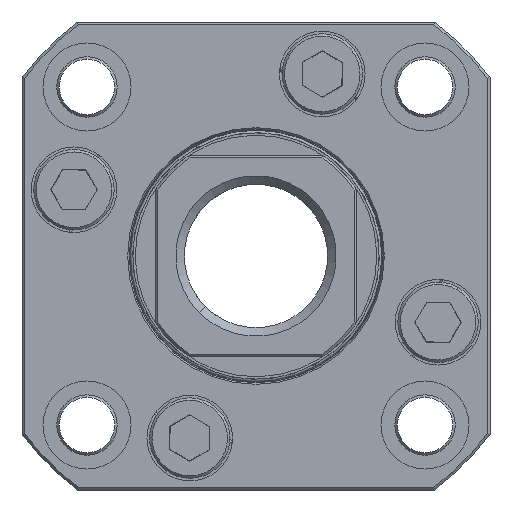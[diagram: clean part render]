
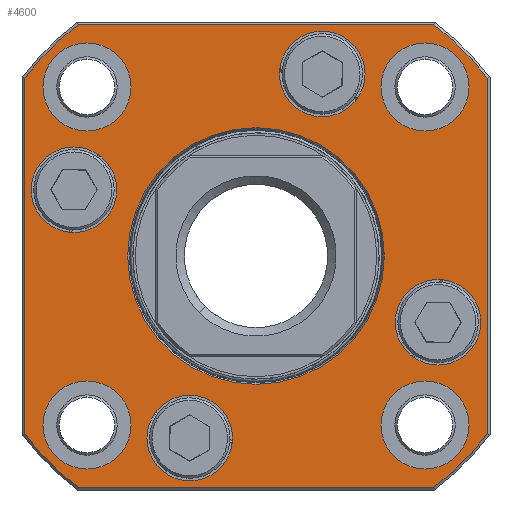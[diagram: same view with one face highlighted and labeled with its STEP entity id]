
A CAD part, left-side view. The second image highlights one B-rep face of the part: STEP entity #4600.
In plain terms, the highlighted planar face has unit normal (-1, 0, 0).
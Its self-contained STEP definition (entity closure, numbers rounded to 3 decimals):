
#3707=CARTESIAN_POINT('',(-15.,36.178,4.668));
#3708=VERTEX_POINT('',#3707);
#3715=CARTESIAN_POINT('',(-15.,36.178,21.668));
#3716=VERTEX_POINT('',#3715);
#3717=CARTESIAN_POINT('',(-15.,36.178,13.168));
#3718=DIRECTION('',(-1.,0.,-0.));
#3719=DIRECTION('',(-0.,0.,1.));
#3720=AXIS2_PLACEMENT_3D('',#3717,#3718,#3719);
#3721=CIRCLE('',#3720,8.5);
#3722=EDGE_CURVE('',#3708,#3716,#3721,.T.);
#3749=CARTESIAN_POINT('',(-15.,-36.178,-21.668));
#3750=VERTEX_POINT('',#3749);
#3757=CARTESIAN_POINT('',(-15.,-36.178,-4.668));
#3758=VERTEX_POINT('',#3757);
#3759=CARTESIAN_POINT('',(-15.,-36.178,-13.168));
#3760=DIRECTION('',(-1.,0.,-0.));
#3761=DIRECTION('',(-0.,0.,1.));
#3762=AXIS2_PLACEMENT_3D('',#3759,#3760,#3761);
#3763=CIRCLE('',#3762,8.5);
#3764=EDGE_CURVE('',#3750,#3758,#3763,.T.);
#3791=CARTESIAN_POINT('',(-15.,13.168,-44.678));
#3792=VERTEX_POINT('',#3791);
#3799=CARTESIAN_POINT('',(-15.,13.168,-27.678));
#3800=VERTEX_POINT('',#3799);
#3801=CARTESIAN_POINT('',(-15.,13.168,-36.178));
#3802=DIRECTION('',(-1.,0.,-0.));
#3803=DIRECTION('',(-0.,0.,1.));
#3804=AXIS2_PLACEMENT_3D('',#3801,#3802,#3803);
#3805=CIRCLE('',#3804,8.5);
#3806=EDGE_CURVE('',#3792,#3800,#3805,.T.);
#3833=CARTESIAN_POINT('',(-15.,33.588,24.838));
#3834=VERTEX_POINT('',#3833);
#3841=CARTESIAN_POINT('',(-15.,33.588,42.338));
#3842=VERTEX_POINT('',#3841);
#3843=CARTESIAN_POINT('',(-15.,33.588,33.588));
#3844=DIRECTION('',(-1.,0.,-0.));
#3845=DIRECTION('',(-0.,0.,1.));
#3846=AXIS2_PLACEMENT_3D('',#3843,#3844,#3845);
#3847=CIRCLE('',#3846,8.75);
#3848=EDGE_CURVE('',#3834,#3842,#3847,.T.);
#3875=CARTESIAN_POINT('',(-15.,33.588,-42.338));
#3876=VERTEX_POINT('',#3875);
#3883=CARTESIAN_POINT('',(-15.,33.588,-24.838));
#3884=VERTEX_POINT('',#3883);
#3885=CARTESIAN_POINT('',(-15.,33.588,-33.588));
#3886=DIRECTION('',(-1.,0.,-0.));
#3887=DIRECTION('',(-0.,0.,1.));
#3888=AXIS2_PLACEMENT_3D('',#3885,#3886,#3887);
#3889=CIRCLE('',#3888,8.75);
#3890=EDGE_CURVE('',#3876,#3884,#3889,.T.);
#3917=CARTESIAN_POINT('',(-15.,-33.588,-42.338));
#3918=VERTEX_POINT('',#3917);
#3925=CARTESIAN_POINT('',(-15.,-33.588,-24.838));
#3926=VERTEX_POINT('',#3925);
#3927=CARTESIAN_POINT('',(-15.,-33.588,-33.588));
#3928=DIRECTION('',(-1.,0.,-0.));
#3929=DIRECTION('',(-0.,0.,1.));
#3930=AXIS2_PLACEMENT_3D('',#3927,#3928,#3929);
#3931=CIRCLE('',#3930,8.75);
#3932=EDGE_CURVE('',#3918,#3926,#3931,.T.);
#3959=CARTESIAN_POINT('',(-15.,-33.588,24.838));
#3960=VERTEX_POINT('',#3959);
#3967=CARTESIAN_POINT('',(-15.,-33.588,42.338));
#3968=VERTEX_POINT('',#3967);
#3969=CARTESIAN_POINT('',(-15.,-33.588,33.588));
#3970=DIRECTION('',(-1.,0.,-0.));
#3971=DIRECTION('',(-0.,0.,1.));
#3972=AXIS2_PLACEMENT_3D('',#3969,#3970,#3971);
#3973=CIRCLE('',#3972,8.75);
#3974=EDGE_CURVE('',#3960,#3968,#3973,.T.);
#4001=CARTESIAN_POINT('',(-15.,-13.168,27.678));
#4002=VERTEX_POINT('',#4001);
#4009=CARTESIAN_POINT('',(-15.,-13.168,44.678));
#4010=VERTEX_POINT('',#4009);
#4011=CARTESIAN_POINT('',(-15.,-13.168,36.178));
#4012=DIRECTION('',(-1.,0.,-0.));
#4013=DIRECTION('',(-0.,0.,1.));
#4014=AXIS2_PLACEMENT_3D('',#4011,#4012,#4013);
#4015=CIRCLE('',#4014,8.5);
#4016=EDGE_CURVE('',#4002,#4010,#4015,.T.);
#4043=CARTESIAN_POINT('',(-15.,0.,-25.5));
#4044=VERTEX_POINT('',#4043);
#4051=CARTESIAN_POINT('',(-15.,0.,25.5));
#4052=VERTEX_POINT('',#4051);
#4053=CARTESIAN_POINT('',(-15.,0.,0.));
#4054=DIRECTION('',(-1.,0.,-0.));
#4055=DIRECTION('',(-0.,0.,1.));
#4056=AXIS2_PLACEMENT_3D('',#4053,#4054,#4055);
#4057=CIRCLE('',#4056,25.5);
#4058=EDGE_CURVE('',#4044,#4052,#4057,.T.);
#4287=CARTESIAN_POINT('',(-15.,0.,0.));
#4288=DIRECTION('',(-1.,0.,-0.));
#4289=DIRECTION('',(-0.,0.,1.));
#4290=AXIS2_PLACEMENT_3D('',#4287,#4288,#4289);
#4291=CIRCLE('',#4290,25.5);
#4292=EDGE_CURVE('',#4052,#4044,#4291,.T.);
#4311=CARTESIAN_POINT('',(-15.,-13.168,36.178));
#4312=DIRECTION('',(-1.,0.,-0.));
#4313=DIRECTION('',(-0.,0.,1.));
#4314=AXIS2_PLACEMENT_3D('',#4311,#4312,#4313);
#4315=CIRCLE('',#4314,8.5);
#4316=EDGE_CURVE('',#4010,#4002,#4315,.T.);
#4335=CARTESIAN_POINT('',(-15.,-33.588,33.588));
#4336=DIRECTION('',(-1.,0.,-0.));
#4337=DIRECTION('',(-0.,0.,1.));
#4338=AXIS2_PLACEMENT_3D('',#4335,#4336,#4337);
#4339=CIRCLE('',#4338,8.75);
#4340=EDGE_CURVE('',#3968,#3960,#4339,.T.);
#4359=CARTESIAN_POINT('',(-15.,-33.588,-33.588));
#4360=DIRECTION('',(-1.,0.,-0.));
#4361=DIRECTION('',(-0.,0.,1.));
#4362=AXIS2_PLACEMENT_3D('',#4359,#4360,#4361);
#4363=CIRCLE('',#4362,8.75);
#4364=EDGE_CURVE('',#3926,#3918,#4363,.T.);
#4383=CARTESIAN_POINT('',(-15.,33.588,-33.588));
#4384=DIRECTION('',(-1.,0.,-0.));
#4385=DIRECTION('',(-0.,0.,1.));
#4386=AXIS2_PLACEMENT_3D('',#4383,#4384,#4385);
#4387=CIRCLE('',#4386,8.75);
#4388=EDGE_CURVE('',#3884,#3876,#4387,.T.);
#4407=CARTESIAN_POINT('',(-15.,33.588,33.588));
#4408=DIRECTION('',(-1.,0.,-0.));
#4409=DIRECTION('',(-0.,0.,1.));
#4410=AXIS2_PLACEMENT_3D('',#4407,#4408,#4409);
#4411=CIRCLE('',#4410,8.75);
#4412=EDGE_CURVE('',#3842,#3834,#4411,.T.);
#4431=CARTESIAN_POINT('',(-15.,13.168,-36.178));
#4432=DIRECTION('',(-1.,0.,-0.));
#4433=DIRECTION('',(-0.,0.,1.));
#4434=AXIS2_PLACEMENT_3D('',#4431,#4432,#4433);
#4435=CIRCLE('',#4434,8.5);
#4436=EDGE_CURVE('',#3800,#3792,#4435,.T.);
#4455=CARTESIAN_POINT('',(-15.,-36.178,-13.168));
#4456=DIRECTION('',(-1.,0.,-0.));
#4457=DIRECTION('',(-0.,0.,1.));
#4458=AXIS2_PLACEMENT_3D('',#4455,#4456,#4457);
#4459=CIRCLE('',#4458,8.5);
#4460=EDGE_CURVE('',#3758,#3750,#4459,.T.);
#4479=CARTESIAN_POINT('',(-15.,36.178,13.168));
#4480=DIRECTION('',(-1.,0.,-0.));
#4481=DIRECTION('',(-0.,0.,1.));
#4482=AXIS2_PLACEMENT_3D('',#4479,#4480,#4481);
#4483=CIRCLE('',#4482,8.5);
#4484=EDGE_CURVE('',#3716,#3708,#4483,.T.);
#4489=CARTESIAN_POINT('',(-15.,20.,-0.));
#4490=DIRECTION('',(1.,-0.,0.));
#4491=DIRECTION('',(0.,-0.,-1.));
#4492=AXIS2_PLACEMENT_3D('',#4489,#4490,#4491);
#4493=PLANE('',#4492);
#4494=ORIENTED_EDGE('',*,*,#4484,.F.);
#4495=ORIENTED_EDGE('',*,*,#3722,.F.);
#4496=EDGE_LOOP('',(#4494,#4495));
#4497=FACE_BOUND('',#4496,.T.);
#4498=ORIENTED_EDGE('',*,*,#4460,.F.);
#4499=ORIENTED_EDGE('',*,*,#3764,.F.);
#4500=EDGE_LOOP('',(#4498,#4499));
#4501=FACE_BOUND('',#4500,.T.);
#4502=ORIENTED_EDGE('',*,*,#4436,.F.);
#4503=ORIENTED_EDGE('',*,*,#3806,.F.);
#4504=EDGE_LOOP('',(#4502,#4503));
#4505=FACE_BOUND('',#4504,.T.);
#4506=ORIENTED_EDGE('',*,*,#4412,.F.);
#4507=ORIENTED_EDGE('',*,*,#3848,.F.);
#4508=EDGE_LOOP('',(#4506,#4507));
#4509=FACE_BOUND('',#4508,.T.);
#4510=ORIENTED_EDGE('',*,*,#4388,.F.);
#4511=ORIENTED_EDGE('',*,*,#3890,.F.);
#4512=EDGE_LOOP('',(#4510,#4511));
#4513=FACE_BOUND('',#4512,.T.);
#4514=ORIENTED_EDGE('',*,*,#4364,.F.);
#4515=ORIENTED_EDGE('',*,*,#3932,.F.);
#4516=EDGE_LOOP('',(#4514,#4515));
#4517=FACE_BOUND('',#4516,.T.);
#4518=ORIENTED_EDGE('',*,*,#4340,.F.);
#4519=ORIENTED_EDGE('',*,*,#3974,.F.);
#4520=EDGE_LOOP('',(#4518,#4519));
#4521=FACE_BOUND('',#4520,.T.);
#4522=ORIENTED_EDGE('',*,*,#4316,.F.);
#4523=ORIENTED_EDGE('',*,*,#4016,.F.);
#4524=EDGE_LOOP('',(#4522,#4523));
#4525=FACE_BOUND('',#4524,.T.);
#4526=CARTESIAN_POINT('',(-15.,-46.,-35.327));
#4527=VERTEX_POINT('',#4526);
#4528=CARTESIAN_POINT('',(-15.,-46.,35.327));
#4529=VERTEX_POINT('',#4528);
#4530=CARTESIAN_POINT('',(-15.,-46.,-35.327));
#4531=DIRECTION('',(-0.,0.,1.));
#4532=VECTOR('',#4531,70.654);
#4533=LINE('',#4530,#4532);
#4534=EDGE_CURVE('',#4527,#4529,#4533,.T.);
#4535=ORIENTED_EDGE('',*,*,#4534,.T.);
#4536=CARTESIAN_POINT('',(-15.,-35.327,46.));
#4537=VERTEX_POINT('',#4536);
#4538=CARTESIAN_POINT('',(-15.,0.,0.));
#4539=DIRECTION('',(-1.,0.,-0.));
#4540=DIRECTION('',(0.,-0.,-1.));
#4541=AXIS2_PLACEMENT_3D('',#4538,#4539,#4540);
#4542=CIRCLE('',#4541,58.);
#4543=EDGE_CURVE('',#4529,#4537,#4542,.T.);
#4544=ORIENTED_EDGE('',*,*,#4543,.T.);
#4545=CARTESIAN_POINT('',(-15.,35.327,46.));
#4546=VERTEX_POINT('',#4545);
#4547=CARTESIAN_POINT('',(-15.,-35.327,46.));
#4548=DIRECTION('',(0.,1.,-0.));
#4549=VECTOR('',#4548,70.654);
#4550=LINE('',#4547,#4549);
#4551=EDGE_CURVE('',#4537,#4546,#4550,.T.);
#4552=ORIENTED_EDGE('',*,*,#4551,.T.);
#4553=CARTESIAN_POINT('',(-15.,46.,35.327));
#4554=VERTEX_POINT('',#4553);
#4555=CARTESIAN_POINT('',(-15.,0.,0.));
#4556=DIRECTION('',(-1.,0.,-0.));
#4557=DIRECTION('',(0.,-0.,-1.));
#4558=AXIS2_PLACEMENT_3D('',#4555,#4556,#4557);
#4559=CIRCLE('',#4558,58.);
#4560=EDGE_CURVE('',#4546,#4554,#4559,.T.);
#4561=ORIENTED_EDGE('',*,*,#4560,.T.);
#4562=CARTESIAN_POINT('',(-15.,46.,-35.327));
#4563=VERTEX_POINT('',#4562);
#4564=CARTESIAN_POINT('',(-15.,46.,35.327));
#4565=DIRECTION('',(0.,-0.,-1.));
#4566=VECTOR('',#4565,70.654);
#4567=LINE('',#4564,#4566);
#4568=EDGE_CURVE('',#4554,#4563,#4567,.T.);
#4569=ORIENTED_EDGE('',*,*,#4568,.T.);
#4570=CARTESIAN_POINT('',(-15.,35.327,-46.));
#4571=VERTEX_POINT('',#4570);
#4572=CARTESIAN_POINT('',(-15.,0.,0.));
#4573=DIRECTION('',(-1.,0.,-0.));
#4574=DIRECTION('',(0.,0.,-1.));
#4575=AXIS2_PLACEMENT_3D('',#4572,#4573,#4574);
#4576=CIRCLE('',#4575,58.);
#4577=EDGE_CURVE('',#4563,#4571,#4576,.T.);
#4578=ORIENTED_EDGE('',*,*,#4577,.T.);
#4579=CARTESIAN_POINT('',(-15.,-35.327,-46.));
#4580=VERTEX_POINT('',#4579);
#4581=CARTESIAN_POINT('',(-15.,35.327,-46.));
#4582=DIRECTION('',(0.,-1.,0.));
#4583=VECTOR('',#4582,70.654);
#4584=LINE('',#4581,#4583);
#4585=EDGE_CURVE('',#4571,#4580,#4584,.T.);
#4586=ORIENTED_EDGE('',*,*,#4585,.T.);
#4587=CARTESIAN_POINT('',(-15.,0.,0.));
#4588=DIRECTION('',(-1.,0.,-0.));
#4589=DIRECTION('',(0.,-0.,-1.));
#4590=AXIS2_PLACEMENT_3D('',#4587,#4588,#4589);
#4591=CIRCLE('',#4590,58.);
#4592=EDGE_CURVE('',#4580,#4527,#4591,.T.);
#4593=ORIENTED_EDGE('',*,*,#4592,.T.);
#4594=EDGE_LOOP('',(#4535,#4544,#4552,#4561,#4569,#4578,#4586,#4593));
#4595=FACE_BOUND('',#4594,.T.);
#4596=ORIENTED_EDGE('',*,*,#4292,.F.);
#4597=ORIENTED_EDGE('',*,*,#4058,.F.);
#4598=EDGE_LOOP('',(#4596,#4597));
#4599=FACE_BOUND('',#4598,.T.);
#4600=ADVANCED_FACE('NONE',(#4497,#4501,#4505,#4509,#4513,#4517,#4521,#4525,#4595,#4599),#4493,.F.);
